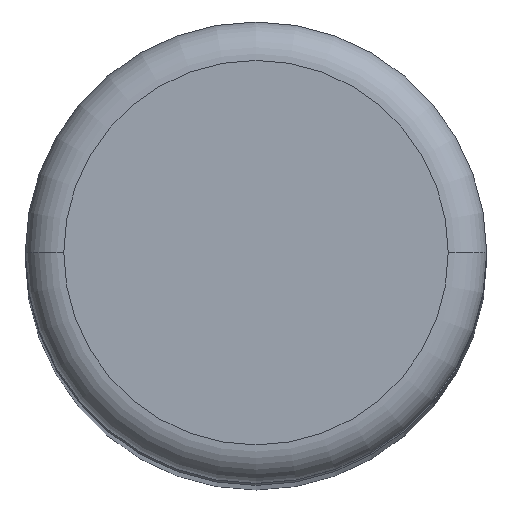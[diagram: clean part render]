
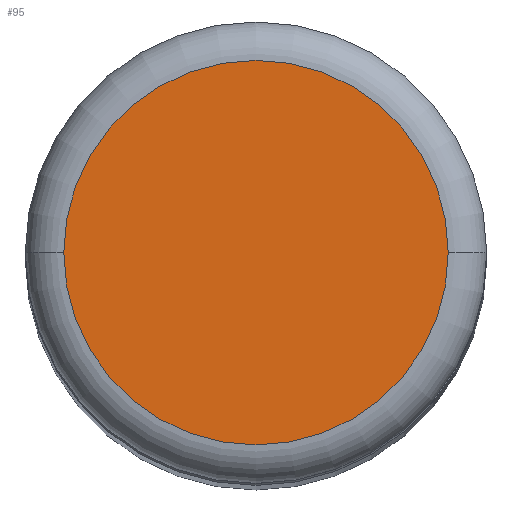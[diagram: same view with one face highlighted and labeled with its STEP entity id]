
A CAD part, top view. The second image highlights one B-rep face of the part: STEP entity #95.
In plain terms, the highlighted planar face has unit normal (0, 0, 1).
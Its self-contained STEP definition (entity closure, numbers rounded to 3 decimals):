
#18 = ORIENTED_EDGE ( 'NONE', *, *, #46, .F. ) ;
#21 = EDGE_CURVE ( 'NONE', #220, #51, #407, .T. ) ;
#46 = EDGE_CURVE ( 'NONE', #51, #220, #276, .T. ) ;
#51 = VERTEX_POINT ( 'NONE', #372 ) ;
#95 = ADVANCED_FACE ( 'NONE', ( #501 ), #499, .F. ) ;
#97 = EDGE_LOOP ( 'NONE', ( #18, #109 ) ) ;
#109 = ORIENTED_EDGE ( 'NONE', *, *, #21, .F. ) ;
#220 = VERTEX_POINT ( 'NONE', #830 ) ;
#272 = DIRECTION ( 'NONE',  ( -1., 0., 0. ) ) ;
#273 = DIRECTION ( 'NONE',  ( 0., 0., -1. ) ) ;
#274 = CARTESIAN_POINT ( 'NONE',  ( 0., 0., 100. ) ) ;
#275 = AXIS2_PLACEMENT_3D ( 'NONE', #274, #273, #272 ) ;
#276 = CIRCLE ( 'NONE', #275, 5. ) ;
#372 = CARTESIAN_POINT ( 'NONE',  ( -5., 0., 100. ) ) ;
#374 = AXIS2_PLACEMENT_3D ( 'NONE', #405, #404, #403 ) ;
#403 = DIRECTION ( 'NONE',  ( -1., 0., 0. ) ) ;
#404 = DIRECTION ( 'NONE',  ( 0., 0., -1. ) ) ;
#405 = CARTESIAN_POINT ( 'NONE',  ( 0., 0., 100. ) ) ;
#407 = CIRCLE ( 'NONE', #374, 5. ) ;
#479 = DIRECTION ( 'NONE',  ( -1., 0., 0. ) ) ;
#480 = DIRECTION ( 'NONE',  ( 0., 0., -1. ) ) ;
#481 = CARTESIAN_POINT ( 'NONE',  ( 0., 0., 100. ) ) ;
#498 = AXIS2_PLACEMENT_3D ( 'NONE', #481, #480, #479 ) ;
#499 = PLANE ( 'NONE',  #498 ) ;
#501 = FACE_OUTER_BOUND ( 'NONE', #97, .T. ) ;
#830 = CARTESIAN_POINT ( 'NONE',  ( 5., 0., 100. ) ) ;
